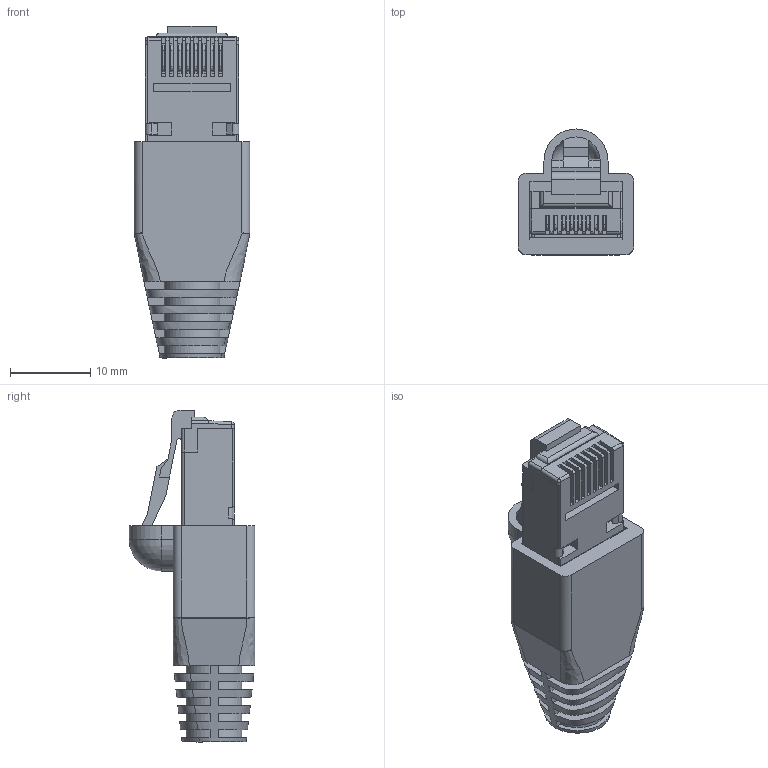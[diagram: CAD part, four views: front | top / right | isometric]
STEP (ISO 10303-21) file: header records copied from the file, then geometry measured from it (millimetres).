
FILE_DESCRIPTION (( 'STEP AP214' ), '1' );
FILE_NAME ('RJ45 SH Plug.STEP', '2020-10-29T15:50:00', ( 'Admin' ), ( '' ), 'SwSTEP 2.0', 'SolidWorks 2018', '' );
FILE_SCHEMA (( 'AUTOMOTIVE_DESIGN' ));
Length unit declared in the file: millimetre
Products named in the file (5): Protective Jacket^RJ45Sh Plug_Orange; RJ45S Shield^RJ45S Plug_00; RJ45 Pin^RJ45_00; RJ45S Body^RJ45S Plug_00; RJ45 SH Plug
Assembly tree (11 placements, depth 2):
  RJ45 SH Plug
    RJ45S Body^RJ45S Plug_00
    RJ45 Pin^RJ45_00  x8
    RJ45S Shield^RJ45S Plug_00
    Protective Jacket^RJ45Sh Plug_Orange
Bounding box: 14.4 x 15.7 x 41.41 mm (x, y, z)
Volume: 2910.6 mm3; surface area: 5887.1 mm2
Topology: 11 solids, 11 shells, 679 faces, 1794 edges, 1128 vertices
Faces by surface type: plane 496, cylinder 151, bspline 24, sphere 6, torus 2
Entity records: 17417 total; most frequent: CARTESIAN_POINT 4700, ORIENTED_EDGE 2694, DIRECTION 2488, EDGE_CURVE 1347, VECTOR 944, LINE 944, VERTEX_POINT 847, AXIS2_PLACEMENT_3D 772
